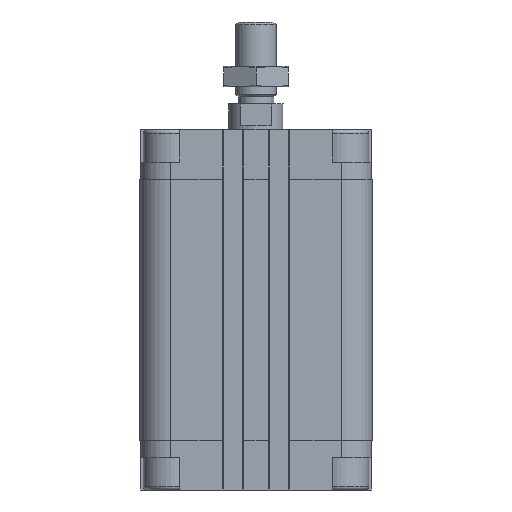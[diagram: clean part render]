
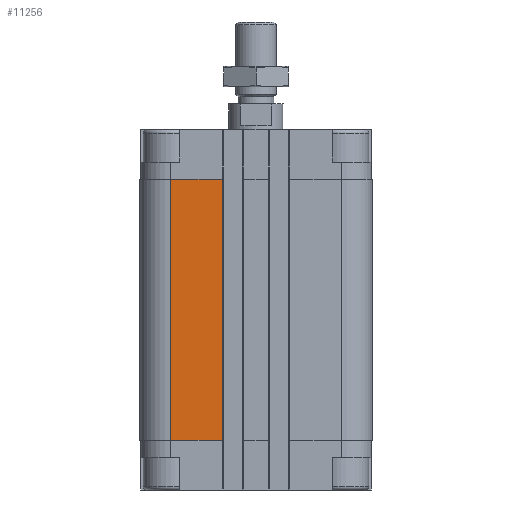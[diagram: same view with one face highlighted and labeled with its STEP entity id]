
A CAD part, front view. The second image highlights one B-rep face of the part: STEP entity #11256.
In plain terms, the highlighted face is planar.
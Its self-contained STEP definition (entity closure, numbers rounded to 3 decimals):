
#230=LINE('',#17069,#1272);
#546=LINE('',#17910,#1588);
#573=LINE('',#18003,#1615);
#574=LINE('',#18005,#1616);
#1272=VECTOR('',#13293,1000.);
#1588=VECTOR('',#14089,1000.);
#1615=VECTOR('',#14230,1000.);
#1616=VECTOR('',#14233,1000.);
#2258=PLANE('',#12183);
#4271=ORIENTED_EDGE('',*,*,#7087,.F.);
#4272=ORIENTED_EDGE('',*,*,#7133,.F.);
#4273=ORIENTED_EDGE('',*,*,#6660,.T.);
#4274=ORIENTED_EDGE('',*,*,#7134,.T.);
#6660=EDGE_CURVE('',#8298,#8297,#230,.T.);
#7087=EDGE_CURVE('',#8582,#8583,#546,.T.);
#7133=EDGE_CURVE('',#8298,#8582,#573,.T.);
#7134=EDGE_CURVE('',#8297,#8583,#574,.T.);
#8297=VERTEX_POINT('',#17068);
#8298=VERTEX_POINT('',#17070);
#8582=VERTEX_POINT('',#17909);
#8583=VERTEX_POINT('',#17911);
#9697=EDGE_LOOP('',(#4271,#4272,#4273,#4274));
#10467=FACE_BOUND('',#9697,.T.);
#11256=ADVANCED_FACE('',(#10467),#2258,.T.);
#12183=AXIS2_PLACEMENT_3D('',#18004,#14231,#14232);
#13293=DIRECTION('',(-1.,0.,0.));
#14089=DIRECTION('',(-1.,0.,0.));
#14230=DIRECTION('',(0.,0.,1.));
#14231=DIRECTION('',(0.,1.,0.));
#14232=DIRECTION('',(0.,0.,1.));
#14233=DIRECTION('',(0.,0.,1.));
#17068=CARTESIAN_POINT('',(9.85,34.,-91.));
#17069=CARTESIAN_POINT('',(25.,34.,-91.));
#17070=CARTESIAN_POINT('',(25.,34.,-91.));
#17909=CARTESIAN_POINT('',(25.,34.,-14.5));
#17910=CARTESIAN_POINT('',(25.,34.,-14.5));
#17911=CARTESIAN_POINT('',(9.85,34.,-14.5));
#18003=CARTESIAN_POINT('',(25.,34.,-91.));
#18004=CARTESIAN_POINT('',(25.,34.,-91.));
#18005=CARTESIAN_POINT('',(9.85,34.,-91.));
